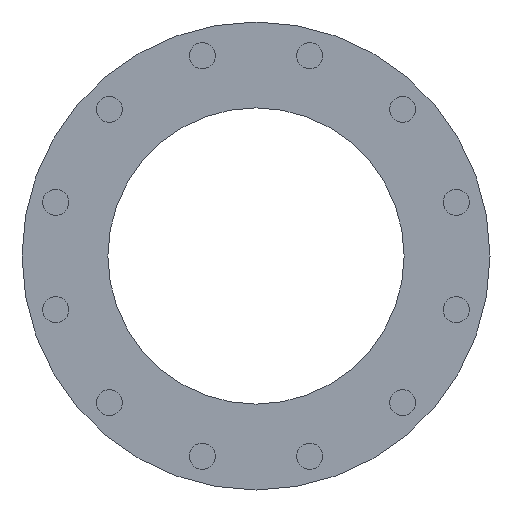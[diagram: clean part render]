
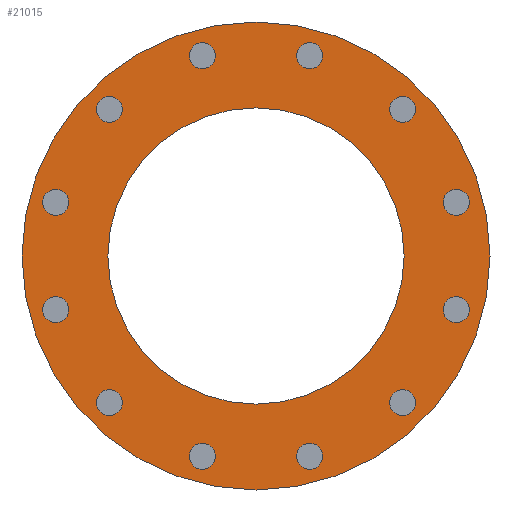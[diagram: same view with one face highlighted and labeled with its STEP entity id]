
A CAD part, left-side view. The second image highlights one B-rep face of the part: STEP entity #21015.
In plain terms, the highlighted planar face has unit normal (-1, 0, 0).
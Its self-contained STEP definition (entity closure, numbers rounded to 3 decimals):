
#282=FACE_BOUND('',#5231,.T.);
#283=FACE_BOUND('',#5232,.T.);
#284=FACE_BOUND('',#5233,.T.);
#285=FACE_BOUND('',#5234,.T.);
#286=FACE_BOUND('',#5235,.T.);
#287=FACE_BOUND('',#5236,.T.);
#288=FACE_BOUND('',#5237,.T.);
#289=FACE_BOUND('',#5238,.T.);
#290=FACE_BOUND('',#5239,.T.);
#291=FACE_BOUND('',#5240,.T.);
#292=FACE_BOUND('',#5241,.T.);
#293=FACE_BOUND('',#5242,.T.);
#294=FACE_BOUND('',#5243,.T.);
#2855=PLANE('',#22920);
#3895=FACE_OUTER_BOUND('',#5230,.T.);
#5230=EDGE_LOOP('',(#17340,#17341));
#5231=EDGE_LOOP('',(#17342));
#5232=EDGE_LOOP('',(#17343));
#5233=EDGE_LOOP('',(#17344));
#5234=EDGE_LOOP('',(#17345));
#5235=EDGE_LOOP('',(#17346));
#5236=EDGE_LOOP('',(#17347));
#5237=EDGE_LOOP('',(#17348));
#5238=EDGE_LOOP('',(#17349));
#5239=EDGE_LOOP('',(#17350));
#5240=EDGE_LOOP('',(#17351));
#5241=EDGE_LOOP('',(#17352));
#5242=EDGE_LOOP('',(#17353));
#5243=EDGE_LOOP('',(#17354,#17355));
#6388=CIRCLE('',#22865,125.);
#6389=CIRCLE('',#22866,125.);
#6431=CIRCLE('',#22918,197.5);
#6432=CIRCLE('',#22919,197.5);
#6433=CIRCLE('',#22921,11.);
#6434=CIRCLE('',#22922,11.);
#6435=CIRCLE('',#22923,11.);
#6436=CIRCLE('',#22924,11.);
#6437=CIRCLE('',#22925,11.);
#6438=CIRCLE('',#22926,11.);
#6439=CIRCLE('',#22927,11.);
#6440=CIRCLE('',#22928,11.);
#6441=CIRCLE('',#22929,11.);
#6442=CIRCLE('',#22930,11.);
#6443=CIRCLE('',#22931,11.);
#6444=CIRCLE('',#22932,11.);
#9551=VERTEX_POINT('',#35794);
#9552=VERTEX_POINT('',#35796);
#9665=VERTEX_POINT('',#36039);
#9666=VERTEX_POINT('',#36041);
#9667=VERTEX_POINT('',#36045);
#9668=VERTEX_POINT('',#36047);
#9669=VERTEX_POINT('',#36049);
#9670=VERTEX_POINT('',#36051);
#9671=VERTEX_POINT('',#36053);
#9672=VERTEX_POINT('',#36055);
#9673=VERTEX_POINT('',#36057);
#9674=VERTEX_POINT('',#36059);
#9675=VERTEX_POINT('',#36061);
#9676=VERTEX_POINT('',#36063);
#9677=VERTEX_POINT('',#36065);
#9678=VERTEX_POINT('',#36067);
#12412=EDGE_CURVE('',#9552,#9551,#6388,.T.);
#12413=EDGE_CURVE('',#9551,#9552,#6389,.T.);
#12533=EDGE_CURVE('',#9665,#9666,#6431,.T.);
#12534=EDGE_CURVE('',#9666,#9665,#6432,.T.);
#12535=EDGE_CURVE('',#9667,#9667,#6433,.T.);
#12536=EDGE_CURVE('',#9668,#9668,#6434,.T.);
#12537=EDGE_CURVE('',#9669,#9669,#6435,.T.);
#12538=EDGE_CURVE('',#9670,#9670,#6436,.T.);
#12539=EDGE_CURVE('',#9671,#9671,#6437,.T.);
#12540=EDGE_CURVE('',#9672,#9672,#6438,.T.);
#12541=EDGE_CURVE('',#9673,#9673,#6439,.T.);
#12542=EDGE_CURVE('',#9674,#9674,#6440,.T.);
#12543=EDGE_CURVE('',#9675,#9675,#6441,.T.);
#12544=EDGE_CURVE('',#9676,#9676,#6442,.T.);
#12545=EDGE_CURVE('',#9677,#9677,#6443,.T.);
#12546=EDGE_CURVE('',#9678,#9678,#6444,.T.);
#17340=ORIENTED_EDGE('',*,*,#12534,.F.);
#17341=ORIENTED_EDGE('',*,*,#12533,.F.);
#17342=ORIENTED_EDGE('',*,*,#12535,.T.);
#17343=ORIENTED_EDGE('',*,*,#12536,.T.);
#17344=ORIENTED_EDGE('',*,*,#12537,.T.);
#17345=ORIENTED_EDGE('',*,*,#12538,.T.);
#17346=ORIENTED_EDGE('',*,*,#12539,.T.);
#17347=ORIENTED_EDGE('',*,*,#12540,.T.);
#17348=ORIENTED_EDGE('',*,*,#12541,.T.);
#17349=ORIENTED_EDGE('',*,*,#12542,.T.);
#17350=ORIENTED_EDGE('',*,*,#12543,.T.);
#17351=ORIENTED_EDGE('',*,*,#12544,.T.);
#17352=ORIENTED_EDGE('',*,*,#12545,.T.);
#17353=ORIENTED_EDGE('',*,*,#12546,.T.);
#17354=ORIENTED_EDGE('',*,*,#12412,.T.);
#17355=ORIENTED_EDGE('',*,*,#12413,.T.);
#21015=ADVANCED_FACE('',(#3895,#282,#283,#284,#285,#286,#287,#288,#289,
#290,#291,#292,#293,#294),#2855,.T.);
#22865=AXIS2_PLACEMENT_3D('',#35797,#27007,#27008);
#22866=AXIS2_PLACEMENT_3D('',#35798,#27009,#27010);
#22918=AXIS2_PLACEMENT_3D('',#36042,#27191,#27192);
#22919=AXIS2_PLACEMENT_3D('',#36043,#27193,#27194);
#22920=AXIS2_PLACEMENT_3D('',#36044,#27195,#27196);
#22921=AXIS2_PLACEMENT_3D('',#36046,#27197,#27198);
#22922=AXIS2_PLACEMENT_3D('',#36048,#27199,#27200);
#22923=AXIS2_PLACEMENT_3D('',#36050,#27201,#27202);
#22924=AXIS2_PLACEMENT_3D('',#36052,#27203,#27204);
#22925=AXIS2_PLACEMENT_3D('',#36054,#27205,#27206);
#22926=AXIS2_PLACEMENT_3D('',#36056,#27207,#27208);
#22927=AXIS2_PLACEMENT_3D('',#36058,#27209,#27210);
#22928=AXIS2_PLACEMENT_3D('',#36060,#27211,#27212);
#22929=AXIS2_PLACEMENT_3D('',#36062,#27213,#27214);
#22930=AXIS2_PLACEMENT_3D('',#36064,#27215,#27216);
#22931=AXIS2_PLACEMENT_3D('',#36066,#27217,#27218);
#22932=AXIS2_PLACEMENT_3D('',#36068,#27219,#27220);
#27007=DIRECTION('center_axis',(1.,0.,0.));
#27008=DIRECTION('ref_axis',(0.,0.,-1.));
#27009=DIRECTION('center_axis',(1.,0.,0.));
#27010=DIRECTION('ref_axis',(0.,0.,-1.));
#27191=DIRECTION('center_axis',(1.,0.,0.));
#27192=DIRECTION('ref_axis',(0.,0.,-1.));
#27193=DIRECTION('center_axis',(1.,0.,0.));
#27194=DIRECTION('ref_axis',(0.,0.,-1.));
#27195=DIRECTION('center_axis',(-1.,0.,0.));
#27196=DIRECTION('ref_axis',(0.,0.,1.));
#27197=DIRECTION('center_axis',(1.,0.,0.));
#27198=DIRECTION('ref_axis',(0.,-0.5,-0.866));
#27199=DIRECTION('center_axis',(1.,0.,0.));
#27200=DIRECTION('ref_axis',(0.,-0.866,-0.5));
#27201=DIRECTION('center_axis',(1.,0.,0.));
#27202=DIRECTION('ref_axis',(0.,-1.,0.));
#27203=DIRECTION('center_axis',(1.,0.,0.));
#27204=DIRECTION('ref_axis',(0.,-0.866,0.5));
#27205=DIRECTION('center_axis',(1.,0.,0.));
#27206=DIRECTION('ref_axis',(0.,-0.5,0.866));
#27207=DIRECTION('center_axis',(1.,0.,0.));
#27208=DIRECTION('ref_axis',(0.,0.,1.));
#27209=DIRECTION('center_axis',(1.,0.,0.));
#27210=DIRECTION('ref_axis',(0.,0.5,0.866));
#27211=DIRECTION('center_axis',(1.,0.,0.));
#27212=DIRECTION('ref_axis',(0.,0.866,0.5));
#27213=DIRECTION('center_axis',(1.,0.,0.));
#27214=DIRECTION('ref_axis',(0.,1.,0.));
#27215=DIRECTION('center_axis',(1.,0.,0.));
#27216=DIRECTION('ref_axis',(0.,0.866,-0.5));
#27217=DIRECTION('center_axis',(1.,0.,0.));
#27218=DIRECTION('ref_axis',(0.,0.5,-0.866));
#27219=DIRECTION('center_axis',(1.,0.,0.));
#27220=DIRECTION('ref_axis',(0.,0.,-1.));
#35794=CARTESIAN_POINT('',(0.,-125.,0.));
#35796=CARTESIAN_POINT('',(0.,125.,0.));
#35797=CARTESIAN_POINT('Origin',(0.,0.,0.));
#35798=CARTESIAN_POINT('Origin',(0.,0.,0.));
#36039=CARTESIAN_POINT('',(0.,-197.5,0.));
#36041=CARTESIAN_POINT('',(0.,197.5,0.));
#36042=CARTESIAN_POINT('Origin',(0.,0.,0.));
#36043=CARTESIAN_POINT('Origin',(0.,0.,0.));
#36044=CARTESIAN_POINT('Origin',(0.,197.5,0.));
#36045=CARTESIAN_POINT('',(0.,174.537,54.82));
#36046=CARTESIAN_POINT('Origin',(0.,169.037,45.293));
#36047=CARTESIAN_POINT('',(0.,178.563,-39.793));
#36048=CARTESIAN_POINT('Origin',(0.,169.037,-45.293));
#36049=CARTESIAN_POINT('',(0.,134.744,-123.744));
#36050=CARTESIAN_POINT('Origin',(0.,123.744,-123.744));
#36051=CARTESIAN_POINT('',(0.,54.82,-174.537));
#36052=CARTESIAN_POINT('Origin',(0.,45.293,-169.037));
#36053=CARTESIAN_POINT('',(0.,-39.793,-178.563));
#36054=CARTESIAN_POINT('Origin',(0.,-45.293,-169.037));
#36055=CARTESIAN_POINT('',(0.,-123.744,-134.744));
#36056=CARTESIAN_POINT('Origin',(0.,-123.744,-123.744));
#36057=CARTESIAN_POINT('',(0.,-174.537,-54.82));
#36058=CARTESIAN_POINT('Origin',(0.,-169.037,-45.293));
#36059=CARTESIAN_POINT('',(0.,-178.563,39.793));
#36060=CARTESIAN_POINT('Origin',(0.,-169.037,45.293));
#36061=CARTESIAN_POINT('',(0.,-134.744,123.744));
#36062=CARTESIAN_POINT('Origin',(0.,-123.744,123.744));
#36063=CARTESIAN_POINT('',(0.,-54.82,174.537));
#36064=CARTESIAN_POINT('Origin',(0.,-45.293,169.037));
#36065=CARTESIAN_POINT('',(0.,39.793,178.563));
#36066=CARTESIAN_POINT('Origin',(0.,45.293,169.037));
#36067=CARTESIAN_POINT('',(0.,123.744,134.744));
#36068=CARTESIAN_POINT('Origin',(0.,123.744,123.744));
